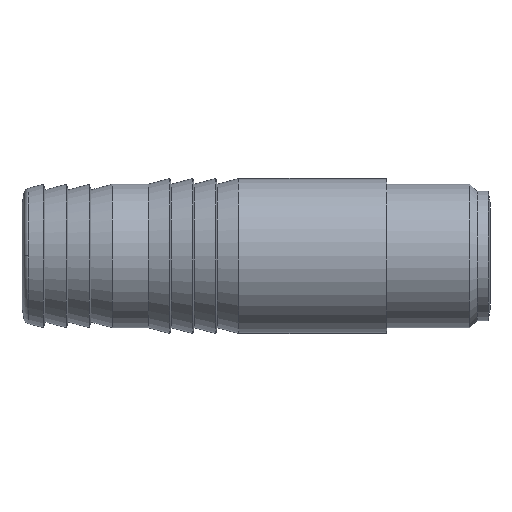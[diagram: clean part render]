
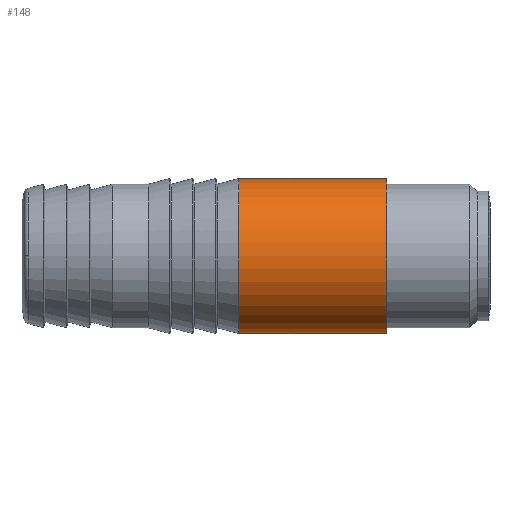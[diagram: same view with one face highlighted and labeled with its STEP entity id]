
A CAD part, top view. The second image highlights one B-rep face of the part: STEP entity #148.
In plain terms, the highlighted cylindrical face has radius 13.5 mm (diameter 27 mm), a partial arc.
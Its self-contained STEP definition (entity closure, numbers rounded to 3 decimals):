
#148=ADVANCED_FACE('',(#301),#302,.T.);
#301=FACE_OUTER_BOUND('',#457,.T.);
#302=CYLINDRICAL_SURFACE('',#458,13.5);
#457=EDGE_LOOP('',(#808,#809,#810,#811));
#458=AXIS2_PLACEMENT_3D('',#812,#813,#814);
#808=ORIENTED_EDGE('',*,*,#953,.T.);
#809=ORIENTED_EDGE('',*,*,#1044,.F.);
#810=ORIENTED_EDGE('',*,*,#954,.T.);
#811=ORIENTED_EDGE('',*,*,#1045,.T.);
#812=CARTESIAN_POINT('',(-0.954,0.,13.5));
#813=DIRECTION('',(-1.0,0.,0.0));
#814=DIRECTION('',(0.,-1.0,0.0));
#953=EDGE_CURVE('',#1124,#1131,#1132,.T.);
#954=EDGE_CURVE('',#1133,#1127,#1134,.T.);
#1044=EDGE_CURVE('',#1133,#1131,#1258,.T.);
#1045=EDGE_CURVE('',#1127,#1124,#1259,.T.);
#1124=VERTEX_POINT('',#1356);
#1127=VERTEX_POINT('',#1360);
#1131=VERTEX_POINT('',#1365);
#1132=LINE('',#1366,#1367);
#1133=VERTEX_POINT('',#1368);
#1134=LINE('',#1369,#1370);
#1258=CIRCLE('',#1516,13.5);
#1259=CIRCLE('',#1517,13.5);
#1356=CARTESIAN_POINT('',(-13.838,-13.5,13.5));
#1360=CARTESIAN_POINT('',(-13.838,13.5,13.5));
#1365=CARTESIAN_POINT('',(11.93,-13.5,13.5));
#1366=CARTESIAN_POINT('',(-0.954,-13.5,13.5));
#1367=VECTOR('',#1606,1.0);
#1368=CARTESIAN_POINT('',(11.93,13.5,13.5));
#1369=CARTESIAN_POINT('',(-0.954,13.5,13.5));
#1370=VECTOR('',#1607,1.0);
#1516=AXIS2_PLACEMENT_3D('',#1750,#1751,#1752);
#1517=AXIS2_PLACEMENT_3D('',#1753,#1754,#1755);
#1606=DIRECTION('',(1.0,0.,-0.0));
#1607=DIRECTION('',(-1.0,0.,-0.0));
#1750=CARTESIAN_POINT('',(11.93,0.,13.5));
#1751=DIRECTION('',(1.0,0.0,0.0));
#1752=DIRECTION('',(0.0,-1.0,0.0));
#1753=CARTESIAN_POINT('',(-13.838,0.,13.5));
#1754=DIRECTION('',(1.0,0.0,0.0));
#1755=DIRECTION('',(0.0,-1.0,0.0));
